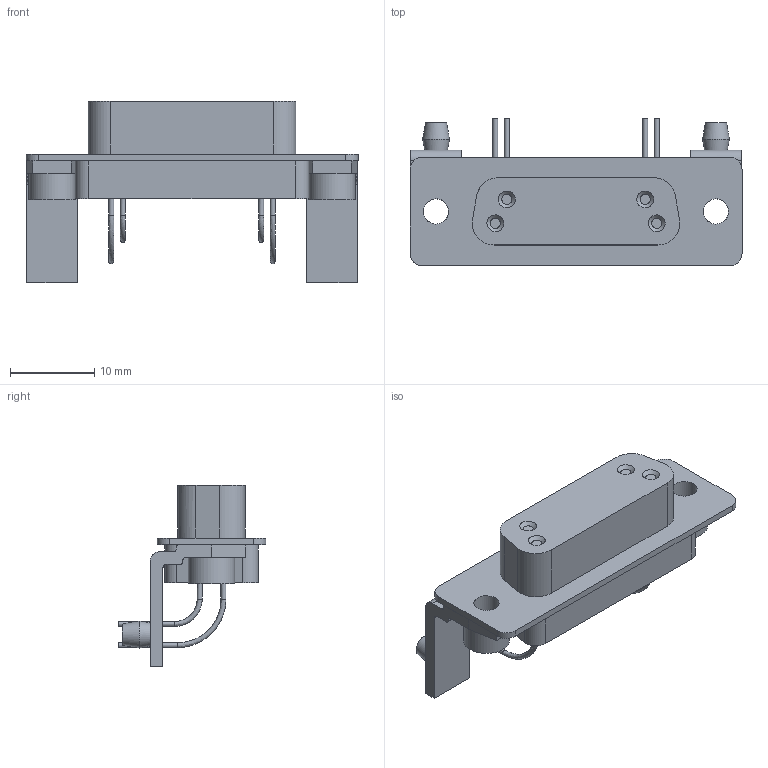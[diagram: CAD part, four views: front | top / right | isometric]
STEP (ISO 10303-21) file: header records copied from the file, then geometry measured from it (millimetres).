
FILE_DESCRIPTION((''),'2;1');
FILE_NAME( '0964_Dsub-F_female_angled_15-pins_bracket_clinch_nut_board_lock.s','2005-09-12T18:05:08',('User'),('SDRC'),'I-DEAS Master Series 9','UNIX','Yes');
FILE_SCHEMA(('AUTOMOTIVE_DESIGN { 1 0 10303 214 1 1 1 1 }'));
Length unit declared in the file: millimetre
Products named in the file (1): 09 64 214 72xx
Bounding box: 39.5 x 17.55 x 21.6 mm (x, y, z)
Volume: 3451.3 mm3; surface area: 2715.8 mm2
Topology: 1 solids, 1 shells, 102 faces, 242 edges, 158 vertices
Faces by surface type: bspline 102
Entity records: 3269 total; most frequent: CARTESIAN_POINT 1609, ORIENTED_EDGE 484, EDGE_CURVE 242, OVER_RIDING_STYLED_ITEM 166, VERTEX_POINT 158, EDGE_LOOP 122, FACE_OUTER_BOUND 102, ADVANCED_FACE 102
